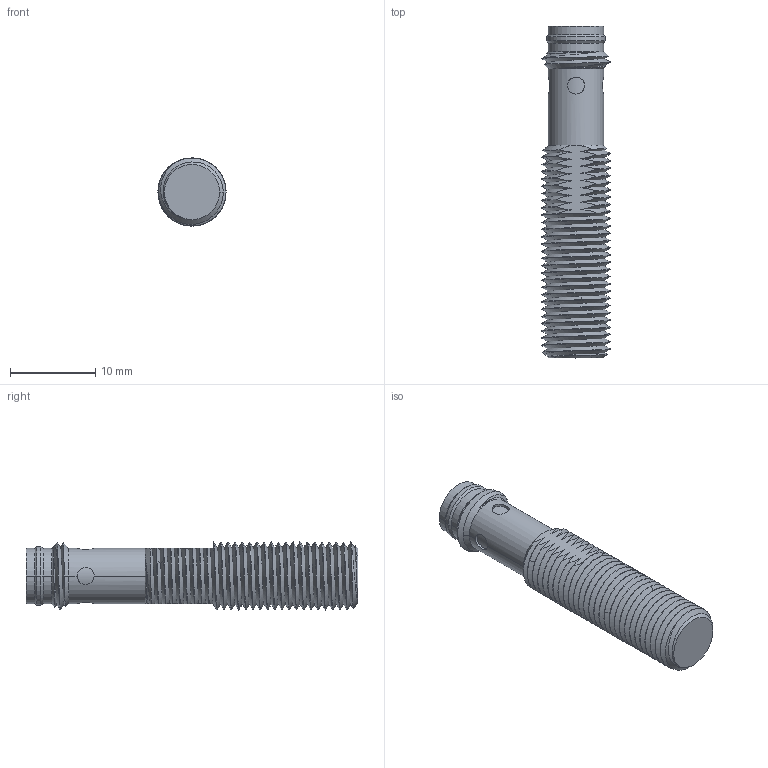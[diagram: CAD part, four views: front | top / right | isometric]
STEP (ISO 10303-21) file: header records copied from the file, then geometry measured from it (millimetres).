
FILE_DESCRIPTION(('FreeCAD Model'),'2;1');
FILE_NAME('OCN1-0802X-XCS3.stp','2018-05-07T12:03:04',( 'Author'),(''),'Open CASCADE STEP processor 7.2','FreeCAD','Unknown' );
FILE_SCHEMA(('AUTOMOTIVE_DESIGN { 1 0 10303 214 1 1 1 1 }'));
Products named in the file (1): OCN1-0802X-XCS3
Bounding box: 8 x 39 x 8 mm (x, y, z)
Volume: 1394.3 mm3; surface area: 1595.6 mm2
Topology: 1 solids, 1 shells, 166 faces, 507 edges, 343 vertices
Faces by surface type: cylinder 84, bspline 57, cone 12, plane 7, sphere 6
Entity records: 46804 total; most frequent: CARTESIAN_POINT 39096, B_SPLINE_CURVE_WITH_KNOTS 1112, ORIENTED_EDGE 1002, PCURVE 1002, DEFINITIONAL_REPRESENTATION 1002, DIRECTION 660, EDGE_CURVE 501, SURFACE_CURVE 501
